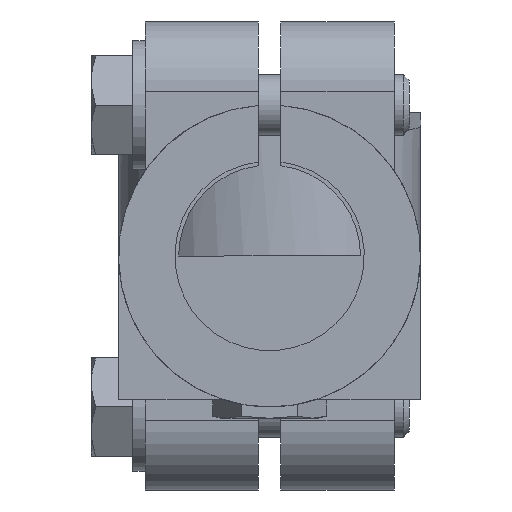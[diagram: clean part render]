
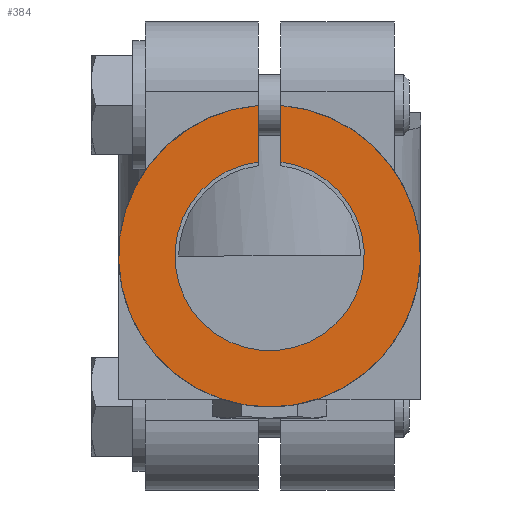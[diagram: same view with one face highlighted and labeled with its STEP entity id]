
A CAD part, left-side view. The second image highlights one B-rep face of the part: STEP entity #384.
In plain terms, the highlighted planar face has unit normal (-1, 0, 0).
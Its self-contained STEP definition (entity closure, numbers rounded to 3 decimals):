
#384 = ADVANCED_FACE( '', ( #762 ), #763, .F. );
#762 = FACE_OUTER_BOUND( '', #1144, .T. );
#763 = PLANE( '', #1145 );
#1144 = EDGE_LOOP( '', ( #2002, #2003, #2004, #2005 ) );
#1145 = AXIS2_PLACEMENT_3D( '', #2006, #2007, #2008 );
#2002 = ORIENTED_EDGE( '', *, *, #2217, .T. );
#2003 = ORIENTED_EDGE( '', *, *, #2376, .T. );
#2004 = ORIENTED_EDGE( '', *, *, #2382, .T. );
#2005 = ORIENTED_EDGE( '', *, *, #2353, .F. );
#2006 = CARTESIAN_POINT( '', ( 0., 0., 0. ) );
#2007 = DIRECTION( '', ( 1., 0., 0. ) );
#2008 = DIRECTION( '', ( 0., 0., -1. ) );
#2217 = EDGE_CURVE( '', #2582, #2599, #2601, .T. );
#2353 = EDGE_CURVE( '', #2582, #2832, #2833, .T. );
#2376 = EDGE_CURVE( '', #2599, #2867, #2869, .T. );
#2382 = EDGE_CURVE( '', #2867, #2832, #2877, .T. );
#2582 = VERTEX_POINT( '', #3126 );
#2599 = VERTEX_POINT( '', #3150 );
#2601 = LINE( '', #3153, #3154 );
#2832 = VERTEX_POINT( '', #3560 );
#2833 = CIRCLE( '', #3561, 20. );
#2867 = VERTEX_POINT( '', #3601 );
#2869 = CIRCLE( '', #3604, 12.55 );
#2877 = LINE( '', #3613, #3614 );
#3126 = CARTESIAN_POINT( '', ( 0., -1.5, 19.944 ) );
#3150 = CARTESIAN_POINT( '', ( 0., -1.5, 12.46 ) );
#3153 = CARTESIAN_POINT( '', ( 0., -1.5, 51. ) );
#3154 = VECTOR( '', #4017, 1000. );
#3560 = CARTESIAN_POINT( '', ( 0., 1.5, 19.944 ) );
#3561 = AXIS2_PLACEMENT_3D( '', #4148, #4149, #4150 );
#3601 = CARTESIAN_POINT( '', ( 0., 1.5, 12.46 ) );
#3604 = AXIS2_PLACEMENT_3D( '', #4197, #4198, #4199 );
#3613 = CARTESIAN_POINT( '', ( 0., 1.5, 11.956 ) );
#3614 = VECTOR( '', #4207, 1000. );
#4017 = DIRECTION( '', ( 0., 0., -1. ) );
#4148 = CARTESIAN_POINT( '', ( 0., 0., 0. ) );
#4149 = DIRECTION( '', ( 1., 0., 0. ) );
#4150 = DIRECTION( '', ( 0., 0., -1. ) );
#4197 = CARTESIAN_POINT( '', ( 0., 0., 0. ) );
#4198 = DIRECTION( '', ( 1., 0., 0. ) );
#4199 = DIRECTION( '', ( 0., 0., -1. ) );
#4207 = DIRECTION( '', ( 0., 0., 1. ) );
